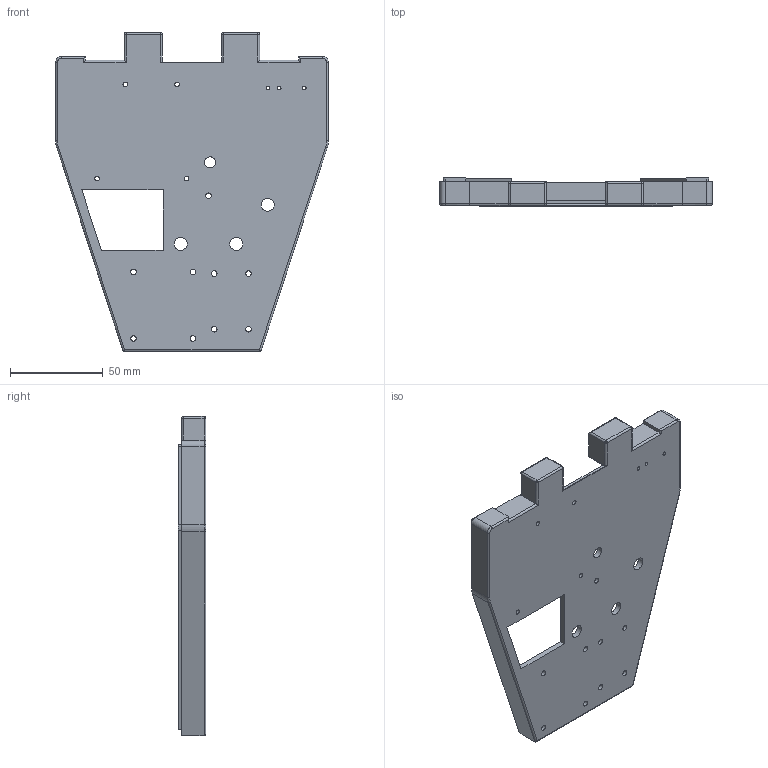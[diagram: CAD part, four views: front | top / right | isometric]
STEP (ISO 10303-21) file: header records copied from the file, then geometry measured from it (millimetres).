
FILE_DESCRIPTION(/* description */ (''),/* implementation_level */ '2;1');
FILE_NAME(/* name */ 'Blitzer_Dust_Shield v7.step',/* time_stamp */ '2025-04-28T18:42:07+02:00',/* author */ (''),/* organization */ (''),/* preprocessor_version */ 'ST-DEVELOPER v20.1',/* originating_system */ 'Autodesk Translation Framework v14.4.0.0',/* authorisation */ '');
FILE_SCHEMA (('AUTOMOTIVE_DESIGN { 1 0 10303 214 3 1 1 }'));
Length unit declared in the file: millimetre
Products named in the file (1): Blitzer_Dust_Shield
Bounding box: 147 x 15 x 172 mm (x, y, z)
Volume: 70530.8 mm3; surface area: 51734.9 mm2
Topology: 1 solids, 1 shells, 124 faces, 324 edges, 202 vertices
Faces by surface type: cylinder 58, plane 56, sphere 6, torus 4
Full cylindrical faces by diameter (mm): 2 x3, 2.5 x4, 3 x9, 6 x1, 7 x3
Entity records: 3931 total; most frequent: CARTESIAN_POINT 695, DIRECTION 676, ORIENTED_EDGE 648, EDGE_CURVE 324, AXIS2_PLACEMENT_3D 231, LINE 214, VECTOR 214, VERTEX_POINT 202
